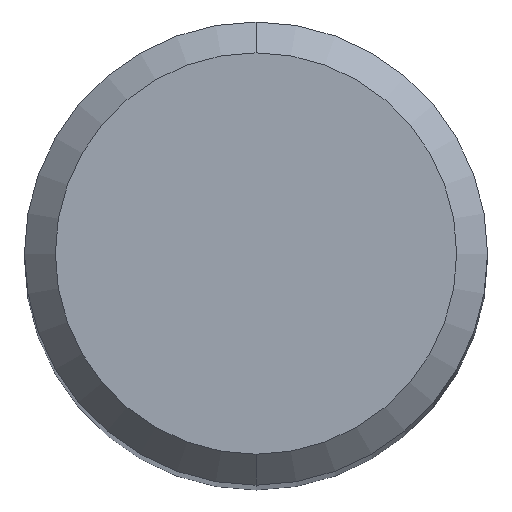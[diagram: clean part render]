
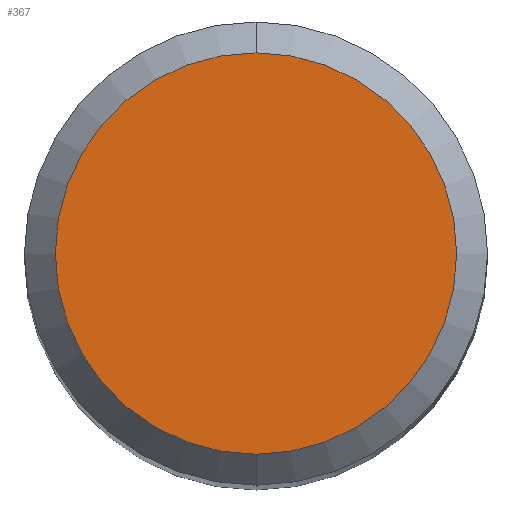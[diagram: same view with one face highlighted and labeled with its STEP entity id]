
A CAD part, top view. The second image highlights one B-rep face of the part: STEP entity #367.
In plain terms, the highlighted planar face has unit normal (0, 0, 1).
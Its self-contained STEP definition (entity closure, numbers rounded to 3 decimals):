
#253=VERTEX_POINT('',#567);
#305=VERTEX_POINT('',#623);
#367=ADVANCED_FACE('',(#692),#693,.T.);
#377=EDGE_CURVE('',#305,#253,#704,.T.);
#393=EDGE_CURVE('',#253,#305,#722,.T.);
#567=CARTESIAN_POINT('',(0.,-2.6,0.0));
#623=CARTESIAN_POINT('',(0.0,2.6,0.0));
#692=FACE_OUTER_BOUND('',#1231,.T.);
#693=PLANE('',#1232);
#704=CIRCLE('',#1246,2.6);
#722=CIRCLE('',#1272,2.6);
#1231=EDGE_LOOP('',(#1664,#1665));
#1232=AXIS2_PLACEMENT_3D('',#1666,#1667,#1668);
#1246=AXIS2_PLACEMENT_3D('',#1678,#1679,#1680);
#1272=AXIS2_PLACEMENT_3D('',#1703,#1704,#1705);
#1664=ORIENTED_EDGE('',*,*,#377,.F.);
#1665=ORIENTED_EDGE('',*,*,#393,.F.);
#1666=CARTESIAN_POINT('',(0.0,1.3,0.0));
#1667=DIRECTION('',(-0.0,0.0,1.0));
#1668=DIRECTION('',(0.0,-1.0,0.0));
#1678=CARTESIAN_POINT('',(0.0,0.0,0.0));
#1679=DIRECTION('',(0.0,0.0,-1.0));
#1680=DIRECTION('',(0.0,1.0,0.0));
#1703=CARTESIAN_POINT('',(0.0,0.0,0.0));
#1704=DIRECTION('',(0.0,0.0,-1.0));
#1705=DIRECTION('',(0.0,1.0,0.0));
